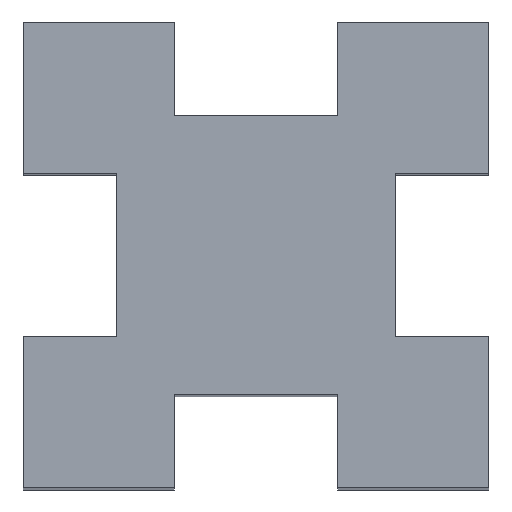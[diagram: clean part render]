
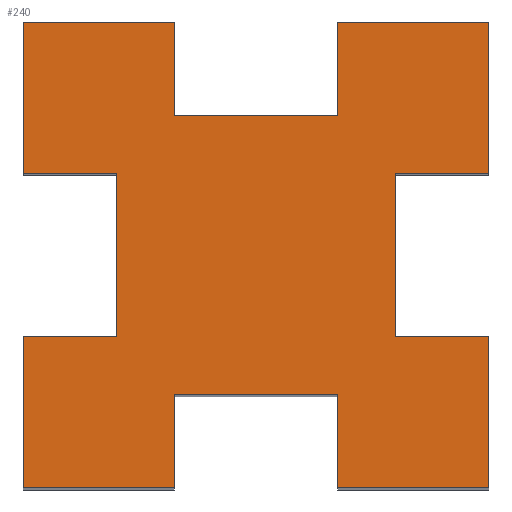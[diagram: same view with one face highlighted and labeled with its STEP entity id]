
A CAD part, top view. The second image highlights one B-rep face of the part: STEP entity #240.
In plain terms, the highlighted planar face has unit normal (0, 0, 1).
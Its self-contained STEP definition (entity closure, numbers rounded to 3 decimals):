
#1 = CARTESIAN_POINT ( 'NONE',  ( -10., 3.5, 50. ) ) ;
#15 = VERTEX_POINT ( 'NONE', #206 ) ;
#16 = CARTESIAN_POINT ( 'NONE',  ( 0., 10., 50. ) ) ;
#25 = VECTOR ( 'NONE', #560, 1000. ) ;
#27 = DIRECTION ( 'NONE',  ( 0., -1., 0. ) ) ;
#30 = VERTEX_POINT ( 'NONE', #655 ) ;
#35 = CARTESIAN_POINT ( 'NONE',  ( 6., -3.5, 50. ) ) ;
#43 = CARTESIAN_POINT ( 'NONE',  ( 10., -10., 50. ) ) ;
#56 = CARTESIAN_POINT ( 'NONE',  ( -3.5, 0., 50. ) ) ;
#68 = ORIENTED_EDGE ( 'NONE', *, *, #245, .F. ) ;
#83 = VERTEX_POINT ( 'NONE', #152 ) ;
#85 = EDGE_CURVE ( 'NONE', #165, #501, #621, .T. ) ;
#87 = ORIENTED_EDGE ( 'NONE', *, *, #652, .T. ) ;
#89 = DIRECTION ( 'NONE',  ( 1., 0., 0. ) ) ;
#93 = DIRECTION ( 'NONE',  ( 0., 1., 0. ) ) ;
#95 = CARTESIAN_POINT ( 'NONE',  ( 3.5, 10., 50. ) ) ;
#98 = LINE ( 'NONE', #270, #712 ) ;
#103 = CARTESIAN_POINT ( 'NONE',  ( 0., -3.5, 50. ) ) ;
#113 = CARTESIAN_POINT ( 'NONE',  ( 3.5, 0., 50. ) ) ;
#114 = VECTOR ( 'NONE', #660, 1000. ) ;
#122 = DIRECTION ( 'NONE',  ( 0., -1., 0. ) ) ;
#123 = CARTESIAN_POINT ( 'NONE',  ( 3.5, 0., 50. ) ) ;
#124 = ORIENTED_EDGE ( 'NONE', *, *, #284, .T. ) ;
#125 = CARTESIAN_POINT ( 'NONE',  ( -3.5, -10., 50. ) ) ;
#129 = LINE ( 'NONE', #667, #354 ) ;
#131 = VERTEX_POINT ( 'NONE', #346 ) ;
#135 = VERTEX_POINT ( 'NONE', #95 ) ;
#143 = DIRECTION ( 'NONE',  ( 1., 0., 0. ) ) ;
#145 = EDGE_CURVE ( 'NONE', #553, #698, #98, .T. ) ;
#148 = VERTEX_POINT ( 'NONE', #570 ) ;
#149 = CARTESIAN_POINT ( 'NONE',  ( -6., -3.5, 50. ) ) ;
#150 = ORIENTED_EDGE ( 'NONE', *, *, #460, .F. ) ;
#151 = DIRECTION ( 'NONE',  ( 0., -1., 0. ) ) ;
#152 = CARTESIAN_POINT ( 'NONE',  ( -6., 3.5, 50. ) ) ;
#154 = VECTOR ( 'NONE', #169, 1000. ) ;
#155 = EDGE_CURVE ( 'NONE', #148, #657, #282, .T. ) ;
#165 = VERTEX_POINT ( 'NONE', #387 ) ;
#169 = DIRECTION ( 'NONE',  ( 0., 1., 0. ) ) ;
#178 = CARTESIAN_POINT ( 'NONE',  ( 3.5, -6., 50. ) ) ;
#183 = VECTOR ( 'NONE', #465, 1000. ) ;
#185 = DIRECTION ( 'NONE',  ( 0., 1., 0. ) ) ;
#204 = CARTESIAN_POINT ( 'NONE',  ( 6., 0., 50. ) ) ;
#206 = CARTESIAN_POINT ( 'NONE',  ( 6., 3.5, 50. ) ) ;
#207 = ORIENTED_EDGE ( 'NONE', *, *, #607, .F. ) ;
#208 = LINE ( 'NONE', #620, #398 ) ;
#212 = VERTEX_POINT ( 'NONE', #355 ) ;
#219 = CARTESIAN_POINT ( 'NONE',  ( -10., 0., 50. ) ) ;
#222 = ORIENTED_EDGE ( 'NONE', *, *, #155, .F. ) ;
#224 = ORIENTED_EDGE ( 'NONE', *, *, #746, .T. ) ;
#226 = VECTOR ( 'NONE', #694, 1000. ) ;
#227 = DIRECTION ( 'NONE',  ( 0., -1., 0. ) ) ;
#237 = LINE ( 'NONE', #113, #478 ) ;
#240 = ADVANCED_FACE ( 'NONE', ( #645 ), #584, .T. ) ;
#245 = EDGE_CURVE ( 'NONE', #628, #308, #412, .T. ) ;
#248 = VERTEX_POINT ( 'NONE', #706 ) ;
#250 = CARTESIAN_POINT ( 'NONE',  ( 10., -3.5, 50. ) ) ;
#254 = AXIS2_PLACEMENT_3D ( 'NONE', #307, #530, #582 ) ;
#256 = CARTESIAN_POINT ( 'NONE',  ( -3.5, -6., 50. ) ) ;
#263 = ORIENTED_EDGE ( 'NONE', *, *, #687, .F. ) ;
#265 = ORIENTED_EDGE ( 'NONE', *, *, #85, .T. ) ;
#270 = CARTESIAN_POINT ( 'NONE',  ( 0., -10., 50. ) ) ;
#275 = LINE ( 'NONE', #204, #306 ) ;
#279 = EDGE_CURVE ( 'NONE', #248, #212, #747, .T. ) ;
#282 = LINE ( 'NONE', #103, #25 ) ;
#284 = EDGE_CURVE ( 'NONE', #381, #590, #466, .T. ) ;
#289 = CARTESIAN_POINT ( 'NONE',  ( -10., 0., 50. ) ) ;
#293 = LINE ( 'NONE', #298, #183 ) ;
#294 = VECTOR ( 'NONE', #227, 1000. ) ;
#298 = CARTESIAN_POINT ( 'NONE',  ( 0., 3.5, 50. ) ) ;
#300 = CARTESIAN_POINT ( 'NONE',  ( -3.5, 0., 50. ) ) ;
#303 = CARTESIAN_POINT ( 'NONE',  ( 0., -3.5, 50. ) ) ;
#304 = LINE ( 'NONE', #359, #376 ) ;
#306 = VECTOR ( 'NONE', #27, 1000. ) ;
#307 = CARTESIAN_POINT ( 'NONE',  ( 0., 0., 50. ) ) ;
#308 = VERTEX_POINT ( 'NONE', #699 ) ;
#312 = ORIENTED_EDGE ( 'NONE', *, *, #716, .T. ) ;
#315 = LINE ( 'NONE', #372, #114 ) ;
#329 = LINE ( 'NONE', #728, #578 ) ;
#331 = EDGE_CURVE ( 'NONE', #30, #248, #438, .T. ) ;
#334 = CARTESIAN_POINT ( 'NONE',  ( 10., 10., 50. ) ) ;
#335 = EDGE_CURVE ( 'NONE', #212, #131, #129, .T. ) ;
#346 = CARTESIAN_POINT ( 'NONE',  ( 3.5, 6., 50. ) ) ;
#354 = VECTOR ( 'NONE', #143, 1000. ) ;
#355 = CARTESIAN_POINT ( 'NONE',  ( -3.5, 6., 50. ) ) ;
#359 = CARTESIAN_POINT ( 'NONE',  ( 0., -6., 50. ) ) ;
#360 = EDGE_CURVE ( 'NONE', #381, #698, #315, .T. ) ;
#368 = ORIENTED_EDGE ( 'NONE', *, *, #279, .F. ) ;
#372 = CARTESIAN_POINT ( 'NONE',  ( 10., 0., 50. ) ) ;
#376 = VECTOR ( 'NONE', #525, 1000. ) ;
#381 = VERTEX_POINT ( 'NONE', #250 ) ;
#387 = CARTESIAN_POINT ( 'NONE',  ( -10., -10., 50. ) ) ;
#388 = ORIENTED_EDGE ( 'NONE', *, *, #360, .F. ) ;
#397 = VERTEX_POINT ( 'NONE', #1 ) ;
#398 = VECTOR ( 'NONE', #93, 1000. ) ;
#402 = ORIENTED_EDGE ( 'NONE', *, *, #552, .F. ) ;
#409 = VERTEX_POINT ( 'NONE', #256 ) ;
#411 = VECTOR ( 'NONE', #513, 1000. ) ;
#412 = LINE ( 'NONE', #754, #629 ) ;
#422 = ORIENTED_EDGE ( 'NONE', *, *, #335, .F. ) ;
#424 = VECTOR ( 'NONE', #704, 1000. ) ;
#438 = LINE ( 'NONE', #16, #481 ) ;
#444 = CARTESIAN_POINT ( 'NONE',  ( 0., -10., 50. ) ) ;
#455 = LINE ( 'NONE', #589, #424 ) ;
#457 = VECTOR ( 'NONE', #185, 1000. ) ;
#460 = EDGE_CURVE ( 'NONE', #308, #15, #293, .T. ) ;
#464 = VERTEX_POINT ( 'NONE', #178 ) ;
#465 = DIRECTION ( 'NONE',  ( -1., 0., 0. ) ) ;
#466 = LINE ( 'NONE', #303, #226 ) ;
#467 = ORIENTED_EDGE ( 'NONE', *, *, #681, .F. ) ;
#468 = EDGE_CURVE ( 'NONE', #148, #165, #587, .T. ) ;
#478 = VECTOR ( 'NONE', #634, 1000. ) ;
#481 = VECTOR ( 'NONE', #656, 1000. ) ;
#501 = VERTEX_POINT ( 'NONE', #125 ) ;
#513 = DIRECTION ( 'NONE',  ( 0., -1., 0. ) ) ;
#525 = DIRECTION ( 'NONE',  ( -1., 0., 0. ) ) ;
#530 = DIRECTION ( 'NONE',  ( 0., 0., 1. ) ) ;
#532 = ORIENTED_EDGE ( 'NONE', *, *, #331, .F. ) ;
#552 = EDGE_CURVE ( 'NONE', #15, #590, #275, .T. ) ;
#553 = VERTEX_POINT ( 'NONE', #674 ) ;
#560 = DIRECTION ( 'NONE',  ( 1., 0., 0. ) ) ;
#563 = DIRECTION ( 'NONE',  ( 1., 0., 0. ) ) ;
#564 = ORIENTED_EDGE ( 'NONE', *, *, #145, .T. ) ;
#570 = CARTESIAN_POINT ( 'NONE',  ( -10., -3.5, 50. ) ) ;
#578 = VECTOR ( 'NONE', #89, 1000. ) ;
#582 = DIRECTION ( 'NONE',  ( 1., 0., 0. ) ) ;
#584 = PLANE ( 'NONE',  #254 ) ;
#587 = LINE ( 'NONE', #289, #411 ) ;
#589 = CARTESIAN_POINT ( 'NONE',  ( 0., 3.5, 50. ) ) ;
#590 = VERTEX_POINT ( 'NONE', #35 ) ;
#592 = EDGE_CURVE ( 'NONE', #657, #83, #208, .T. ) ;
#607 = EDGE_CURVE ( 'NONE', #135, #628, #329, .T. ) ;
#617 = DIRECTION ( 'NONE',  ( 1., 0., 0. ) ) ;
#620 = CARTESIAN_POINT ( 'NONE',  ( -6., 0., 50. ) ) ;
#621 = LINE ( 'NONE', #444, #701 ) ;
#628 = VERTEX_POINT ( 'NONE', #334 ) ;
#629 = VECTOR ( 'NONE', #122, 1000. ) ;
#634 = DIRECTION ( 'NONE',  ( 0., -1., 0. ) ) ;
#638 = VECTOR ( 'NONE', #151, 1000. ) ;
#645 = FACE_OUTER_BOUND ( 'NONE', #761, .T. ) ;
#652 = EDGE_CURVE ( 'NONE', #30, #397, #725, .T. ) ;
#655 = CARTESIAN_POINT ( 'NONE',  ( -10., 10., 50. ) ) ;
#656 = DIRECTION ( 'NONE',  ( 1., 0., 0. ) ) ;
#657 = VERTEX_POINT ( 'NONE', #149 ) ;
#660 = DIRECTION ( 'NONE',  ( 0., -1., 0. ) ) ;
#667 = CARTESIAN_POINT ( 'NONE',  ( 0., 6., 50. ) ) ;
#674 = CARTESIAN_POINT ( 'NONE',  ( 3.5, -10., 50. ) ) ;
#681 = EDGE_CURVE ( 'NONE', #464, #409, #304, .T. ) ;
#687 = EDGE_CURVE ( 'NONE', #553, #464, #748, .T. ) ;
#694 = DIRECTION ( 'NONE',  ( -1., 0., 0. ) ) ;
#698 = VERTEX_POINT ( 'NONE', #43 ) ;
#699 = CARTESIAN_POINT ( 'NONE',  ( 10., 3.5, 50. ) ) ;
#701 = VECTOR ( 'NONE', #617, 1000. ) ;
#704 = DIRECTION ( 'NONE',  ( 1., 0., 0. ) ) ;
#706 = CARTESIAN_POINT ( 'NONE',  ( -3.5, 10., 50. ) ) ;
#712 = VECTOR ( 'NONE', #563, 1000. ) ;
#716 = EDGE_CURVE ( 'NONE', #135, #131, #237, .T. ) ;
#725 = LINE ( 'NONE', #219, #638 ) ;
#727 = ORIENTED_EDGE ( 'NONE', *, *, #468, .T. ) ;
#728 = CARTESIAN_POINT ( 'NONE',  ( 0., 10., 50. ) ) ;
#742 = ORIENTED_EDGE ( 'NONE', *, *, #592, .F. ) ;
#746 = EDGE_CURVE ( 'NONE', #501, #409, #759, .T. ) ;
#747 = LINE ( 'NONE', #56, #294 ) ;
#748 = LINE ( 'NONE', #123, #154 ) ;
#754 = CARTESIAN_POINT ( 'NONE',  ( 10., 0., 50. ) ) ;
#757 = EDGE_CURVE ( 'NONE', #397, #83, #455, .T. ) ;
#759 = LINE ( 'NONE', #300, #457 ) ;
#761 = EDGE_LOOP ( 'NONE', ( #222, #727, #265, #224, #467, #263, #564, #388, #124, #402, #150, #68, #207, #312, #422, #368, #532, #87, #765, #742 ) ) ;
#765 = ORIENTED_EDGE ( 'NONE', *, *, #757, .T. ) ;
